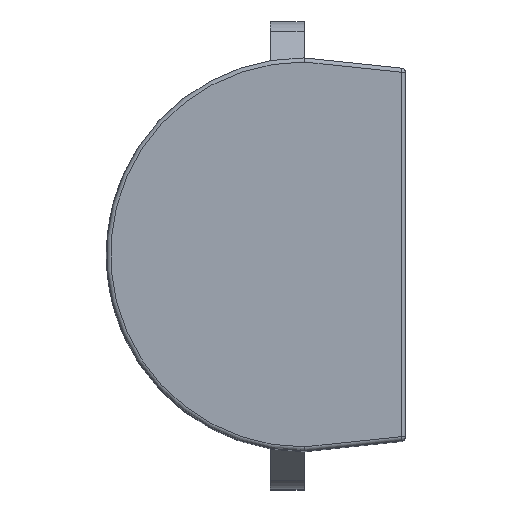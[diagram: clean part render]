
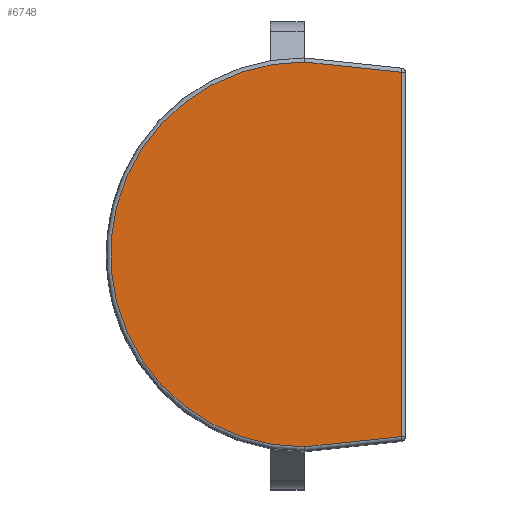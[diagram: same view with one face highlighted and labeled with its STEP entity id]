
A CAD part, top view. The second image highlights one B-rep face of the part: STEP entity #6748.
In plain terms, the highlighted planar face has unit normal (0, 0, 1).
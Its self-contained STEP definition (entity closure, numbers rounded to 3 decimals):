
#386=PLANE('',#7280);
#558=LINE('',#8902,#1155);
#560=LINE('',#8912,#1157);
#563=LINE('',#8916,#1160);
#1155=VECTOR('',#7606,10.);
#1157=VECTOR('',#7618,10.);
#1160=VECTOR('',#7623,10.);
#1790=FACE_OUTER_BOUND('',#2187,.T.);
#2187=EDGE_LOOP('',(#4711,#4712,#4713,#4714));
#2891=CIRCLE('',#7250,2.33);
#2929=VERTEX_POINT('',#8864);
#2930=VERTEX_POINT('',#8865);
#2935=VERTEX_POINT('',#8898);
#2938=VERTEX_POINT('',#8908);
#3617=EDGE_CURVE('',#2929,#2930,#2891,.T.);
#3624=EDGE_CURVE('',#2930,#2935,#558,.T.);
#3629=EDGE_CURVE('',#2935,#2938,#560,.T.);
#3632=EDGE_CURVE('',#2938,#2929,#563,.T.);
#4711=ORIENTED_EDGE('',*,*,#3617,.F.);
#4712=ORIENTED_EDGE('',*,*,#3632,.F.);
#4713=ORIENTED_EDGE('',*,*,#3629,.F.);
#4714=ORIENTED_EDGE('',*,*,#3624,.F.);
#6748=ADVANCED_FACE('',(#1790),#386,.T.);
#7250=AXIS2_PLACEMENT_3D('',#8866,#7592,#7593);
#7280=AXIS2_PLACEMENT_3D('',#8979,#7669,#7670);
#7592=DIRECTION('center_axis',(0.,0.,-1.));
#7593=DIRECTION('ref_axis',(-1.,0.,0.));
#7606=DIRECTION('',(0.995,-0.105,0.));
#7618=DIRECTION('',(0.,-1.,0.));
#7623=DIRECTION('',(-0.995,-0.105,0.));
#7669=DIRECTION('center_axis',(0.,0.,1.));
#7670=DIRECTION('ref_axis',(1.,0.,0.));
#8864=CARTESIAN_POINT('',(0.582,-2.33,8.77));
#8865=CARTESIAN_POINT('',(0.582,2.33,8.77));
#8866=CARTESIAN_POINT('Origin',(0.57,0.,
8.77));
#8898=CARTESIAN_POINT('',(1.76,2.206,8.77));
#8902=CARTESIAN_POINT('',(0.72,2.315,8.77));
#8908=CARTESIAN_POINT('',(1.76,-2.206,8.77));
#8912=CARTESIAN_POINT('',(1.76,-1.19,8.77));
#8916=CARTESIAN_POINT('',(0.72,-2.315,8.77));
#8979=CARTESIAN_POINT('Origin',(0.,0.,
8.77));
